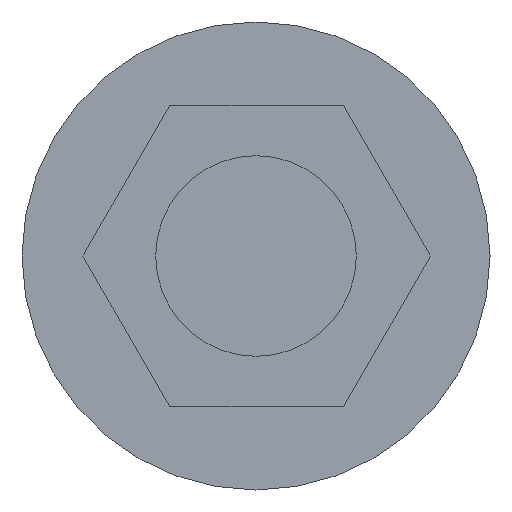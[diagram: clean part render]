
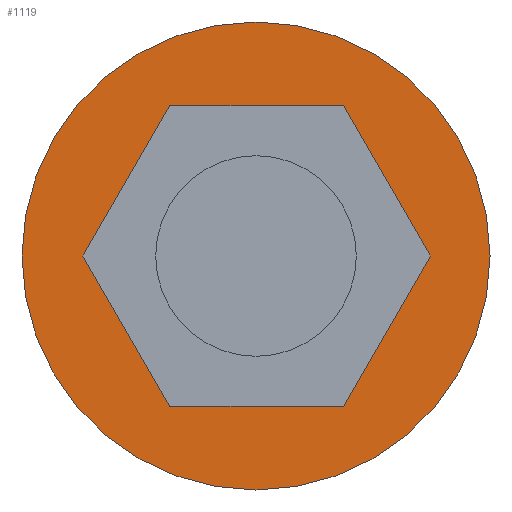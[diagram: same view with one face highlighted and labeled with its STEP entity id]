
A CAD part, left-side view. The second image highlights one B-rep face of the part: STEP entity #1119.
In plain terms, the highlighted planar face has unit normal (-1, 0, 0).
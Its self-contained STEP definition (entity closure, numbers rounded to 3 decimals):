
#981=CARTESIAN_POINT('',(-0.5,0.,-3.5));
#982=VERTEX_POINT('',#981);
#998=CARTESIAN_POINT('',(-0.5,0.,3.5));
#999=VERTEX_POINT('',#998);
#1006=CARTESIAN_POINT('',(-0.5,0.,0.0));
#1007=DIRECTION('',(1.0,0.0,0.0));
#1008=DIRECTION('',(0.0,0.0,-1.0));
#1009=AXIS2_PLACEMENT_3D('',#1006,#1007,#1008);
#1010=CIRCLE('',#1009,3.5);
#1011=EDGE_CURVE('',#999,#982,#1010,.T.);
#1021=CARTESIAN_POINT('',(-0.5,0.,-1.5));
#1022=VERTEX_POINT('',#1021);
#1031=CARTESIAN_POINT('',(-0.5,0.,1.5));
#1032=VERTEX_POINT('',#1031);
#1033=CARTESIAN_POINT('',(-0.5,0.,0.0));
#1034=DIRECTION('',(1.0,0.0,0.0));
#1035=DIRECTION('',(0.0,0.0,-1.0));
#1036=AXIS2_PLACEMENT_3D('',#1033,#1034,#1035);
#1037=CIRCLE('',#1036,1.5);
#1038=EDGE_CURVE('',#1032,#1022,#1037,.T.);
#1072=CARTESIAN_POINT('',(-0.5,0.,0.0));
#1073=DIRECTION('',(1.0,0.0,0.0));
#1074=DIRECTION('',(0.0,0.0,-1.0));
#1075=AXIS2_PLACEMENT_3D('',#1072,#1073,#1074);
#1076=CIRCLE('',#1075,1.5);
#1077=EDGE_CURVE('',#1022,#1032,#1076,.T.);
#1088=CARTESIAN_POINT('',(-0.5,0.,0.0));
#1089=DIRECTION('',(1.0,0.0,0.0));
#1090=DIRECTION('',(0.0,0.0,-1.0));
#1091=AXIS2_PLACEMENT_3D('',#1088,#1089,#1090);
#1092=CIRCLE('',#1091,3.5);
#1093=EDGE_CURVE('',#982,#999,#1092,.T.);
#1106=CARTESIAN_POINT('',(-0.5,0.,0.0));
#1107=DIRECTION('',(1.0,0.0,0.0));
#1108=DIRECTION('',(0.0,-1.0,0.0));
#1109=AXIS2_PLACEMENT_3D('',#1106,#1107,#1108);
#1110=PLANE('',#1109);
#1111=ORIENTED_EDGE('',*,*,#1093,.F.);
#1112=ORIENTED_EDGE('',*,*,#1011,.F.);
#1113=EDGE_LOOP('',(#1111,#1112));
#1114=FACE_OUTER_BOUND('',#1113,.T.);
#1115=ORIENTED_EDGE('',*,*,#1077,.T.);
#1116=ORIENTED_EDGE('',*,*,#1038,.T.);
#1117=EDGE_LOOP('',(#1115,#1116));
#1118=FACE_BOUND('',#1117,.T.);
#1119=ADVANCED_FACE('',(#1114,#1118),#1110,.F.);
